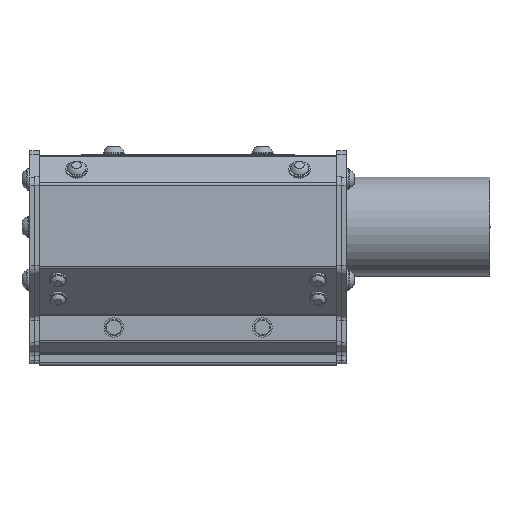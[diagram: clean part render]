
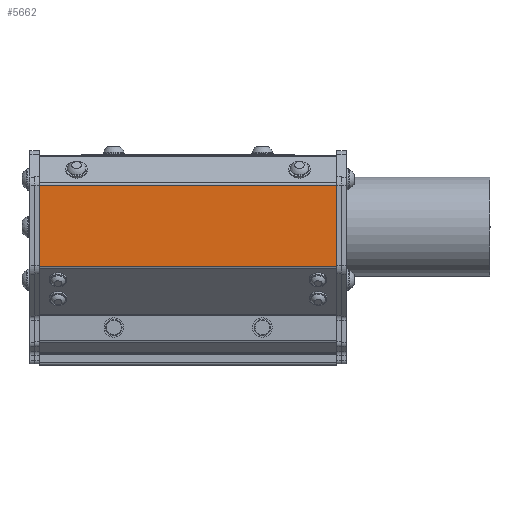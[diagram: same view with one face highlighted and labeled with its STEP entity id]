
A CAD part, top view. The second image highlights one B-rep face of the part: STEP entity #5662.
In plain terms, the highlighted planar face has unit normal (0, 0, 1).
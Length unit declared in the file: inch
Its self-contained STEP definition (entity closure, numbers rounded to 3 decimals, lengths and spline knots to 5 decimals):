
#743=FACE_OUTER_BOUND('',#1219,.T.);
#1219=EDGE_LOOP('',(#4868,#4869,#4870,#4871));
#1653=LINE('',#16000,#1977);
#1824=LINE('',#17102,#2148);
#1927=LINE('',#17359,#2251);
#1928=LINE('',#17361,#2252);
#1977=VECTOR('',#6573,0.3937);
#2148=VECTOR('',#7626,0.3937);
#2251=VECTOR('',#7955,0.3937);
#2252=VECTOR('',#7958,0.3937);
#2365=VERTEX_POINT('',#15997);
#2366=VERTEX_POINT('',#15999);
#2711=VERTEX_POINT('',#17099);
#2712=VERTEX_POINT('',#17101);
#2899=EDGE_CURVE('',#2365,#2366,#1653,.T.);
#3345=EDGE_CURVE('',#2712,#2711,#1824,.T.);
#3476=EDGE_CURVE('',#2712,#2365,#1927,.T.);
#3477=EDGE_CURVE('',#2366,#2711,#1928,.T.);
#4868=ORIENTED_EDGE('',*,*,#3476,.F.);
#4869=ORIENTED_EDGE('',*,*,#3345,.T.);
#4870=ORIENTED_EDGE('',*,*,#3477,.F.);
#4871=ORIENTED_EDGE('',*,*,#2899,.F.);
#5105=PLANE('',#6329);
#5662=ADVANCED_FACE('',(#743),#5105,.T.);
#6329=AXIS2_PLACEMENT_3D('',#17360,#7956,#7957);
#6573=DIRECTION('',(0.,1.,0.));
#7626=DIRECTION('',(0.,1.,0.));
#7955=DIRECTION('',(-1.,0.,0.));
#7956=DIRECTION('center_axis',(0.,0.,
1.));
#7957=DIRECTION('ref_axis',(0.,1.,0.));
#7958=DIRECTION('',(1.,0.,0.));
#15997=CARTESIAN_POINT('',(-2.96505,-0.79521,1.24942));
#15999=CARTESIAN_POINT('',(-2.96505,0.84304,1.24942));
#16000=CARTESIAN_POINT('',(-2.96505,-0.82006,1.24942));
#17099=CARTESIAN_POINT('',(3.03495,0.84304,1.24942));
#17101=CARTESIAN_POINT('',(3.03495,-0.79521,1.24942));
#17102=CARTESIAN_POINT('',(3.03495,-0.82006,1.24942));
#17359=CARTESIAN_POINT('',(3.03495,-0.79521,1.24942));
#17360=CARTESIAN_POINT('Origin',(3.03495,-0.82006,1.24942));
#17361=CARTESIAN_POINT('',(3.03495,0.84304,1.24942));
